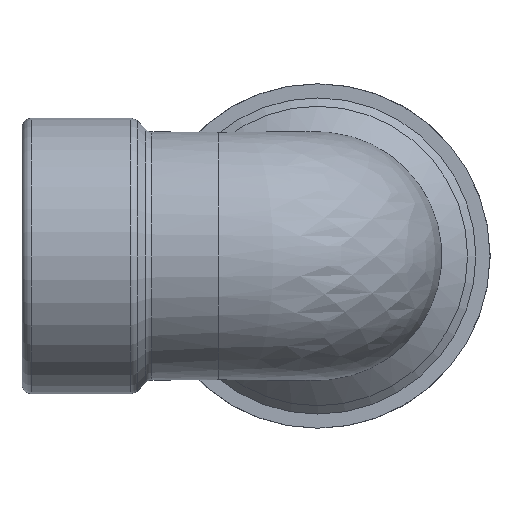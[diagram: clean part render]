
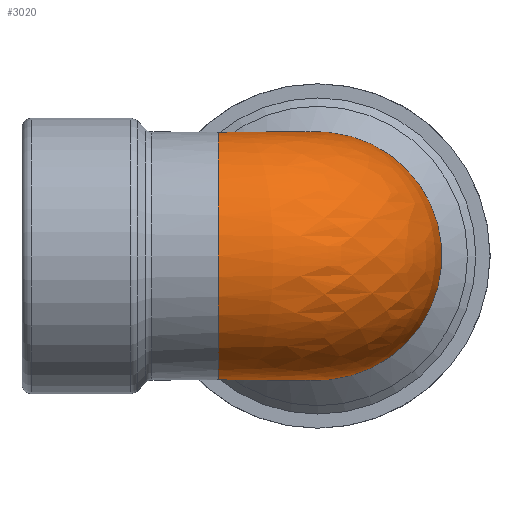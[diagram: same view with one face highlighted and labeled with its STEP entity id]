
A CAD part, left-side view. The second image highlights one B-rep face of the part: STEP entity #3020.
In plain terms, the highlighted free-form (B-spline) face has degree [2, 2] with [9, 3] control points.
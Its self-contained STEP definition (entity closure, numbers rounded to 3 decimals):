
#673=(
BOUNDED_SURFACE()
B_SPLINE_SURFACE(2,2,((#4601,#4602,#4603),(#4604,#4605,#4606),(#4607,#4608,
#4609),(#4610,#4611,#4612),(#4613,#4614,#4615),(#4616,#4617,#4618),(#4619,
#4620,#4621),(#4622,#4623,#4624),(#4625,#4626,#4627)),.UNSPECIFIED.,.F.,
 .F.,.F.)
B_SPLINE_SURFACE_WITH_KNOTS((3,2,2,2,3),(3,3),(-2.498,-1.249,
0.,1.249,2.498),(-3.142,-1.571),
 .UNSPECIFIED.)
GEOMETRIC_REPRESENTATION_ITEM()
RATIONAL_B_SPLINE_SURFACE(((1.,0.707,1.),(0.811,
0.574,0.811),(1.,0.707,1.),(0.811,
0.574,0.811),(1.,0.707,1.),(0.811,
0.574,0.811),(1.,0.707,1.),(0.811,
0.574,0.811),(1.,0.707,1.)))
REPRESENTATION_ITEM('')
SURFACE()
);
#701=FACE_OUTER_BOUND('',#915,.T.);
#915=EDGE_LOOP('',(#2076,#2077));
#1154=CIRCLE('',#3237,33.144);
#1155=CIRCLE('',#3238,33.144);
#1335=VERTEX_POINT('',#4628);
#1336=VERTEX_POINT('',#4629);
#1612=EDGE_CURVE('',#1335,#1336,#1154,.T.);
#1613=EDGE_CURVE('',#1335,#1336,#1155,.T.);
#2076=ORIENTED_EDGE('',*,*,#1612,.T.);
#2077=ORIENTED_EDGE('',*,*,#1613,.F.);
#3020=ADVANCED_FACE('',(#701),#673,.F.);
#3237=AXIS2_PLACEMENT_3D('',#4630,#3635,#3636);
#3238=AXIS2_PLACEMENT_3D('',#4631,#3637,#3638);
#3635=DIRECTION('center_axis',(0.,-1.,0.));
#3636=DIRECTION('ref_axis',(-1.,0.,0.));
#3637=DIRECTION('center_axis',(1.,0.,0.));
#3638=DIRECTION('ref_axis',(0.,0.,-1.));
#4601=CARTESIAN_POINT('Ctrl Pts',(26.52,26.52,-19.88));
#4602=CARTESIAN_POINT('Ctrl Pts',(26.52,26.52,-19.88));
#4603=CARTESIAN_POINT('Ctrl Pts',(26.52,26.52,-19.88));
#4604=CARTESIAN_POINT('Ctrl Pts',(12.19,26.52,-38.997));
#4605=CARTESIAN_POINT('Ctrl Pts',(12.19,12.19,-38.997));
#4606=CARTESIAN_POINT('Ctrl Pts',(26.52,12.19,-38.997));
#4607=CARTESIAN_POINT('Ctrl Pts',(-10.477,26.52,-31.444));
#4608=CARTESIAN_POINT('Ctrl Pts',(-10.477,-10.477,-31.444));
#4609=CARTESIAN_POINT('Ctrl Pts',(26.52,-10.477,-31.444));
#4610=CARTESIAN_POINT('Ctrl Pts',(-33.144,26.52,-23.892));
#4611=CARTESIAN_POINT('Ctrl Pts',(-33.144,-33.144,-23.892));
#4612=CARTESIAN_POINT('Ctrl Pts',(26.52,-33.144,-23.892));
#4613=CARTESIAN_POINT('Ctrl Pts',(-33.144,26.52,0.));
#4614=CARTESIAN_POINT('Ctrl Pts',(-33.144,-33.144,0.));
#4615=CARTESIAN_POINT('Ctrl Pts',(26.52,-33.144,0.));
#4616=CARTESIAN_POINT('Ctrl Pts',(-33.144,26.52,23.892));
#4617=CARTESIAN_POINT('Ctrl Pts',(-33.144,-33.144,23.892));
#4618=CARTESIAN_POINT('Ctrl Pts',(26.52,-33.144,23.892));
#4619=CARTESIAN_POINT('Ctrl Pts',(-10.477,26.52,31.444));
#4620=CARTESIAN_POINT('Ctrl Pts',(-10.477,-10.477,31.444));
#4621=CARTESIAN_POINT('Ctrl Pts',(26.52,-10.477,31.444));
#4622=CARTESIAN_POINT('Ctrl Pts',(12.19,26.52,38.997));
#4623=CARTESIAN_POINT('Ctrl Pts',(12.19,12.19,38.997));
#4624=CARTESIAN_POINT('Ctrl Pts',(26.52,12.19,38.997));
#4625=CARTESIAN_POINT('Ctrl Pts',(26.52,26.52,19.88));
#4626=CARTESIAN_POINT('Ctrl Pts',(26.52,26.52,19.88));
#4627=CARTESIAN_POINT('Ctrl Pts',(26.52,26.52,19.88));
#4628=CARTESIAN_POINT('',(26.52,26.52,19.88));
#4629=CARTESIAN_POINT('',(26.52,26.52,-19.88));
#4630=CARTESIAN_POINT('Origin',(0.,26.52,0.));
#4631=CARTESIAN_POINT('Origin',(26.52,0.,0.));
